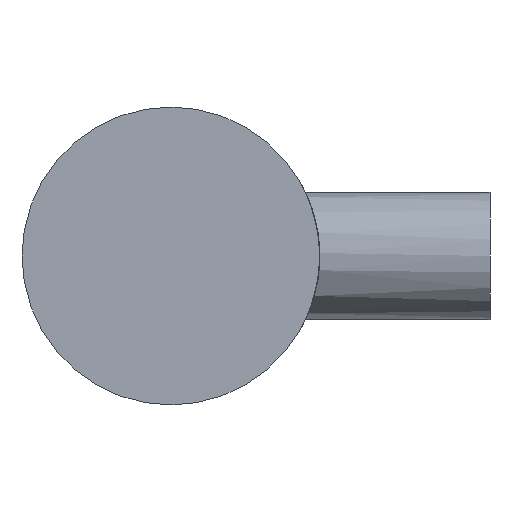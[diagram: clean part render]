
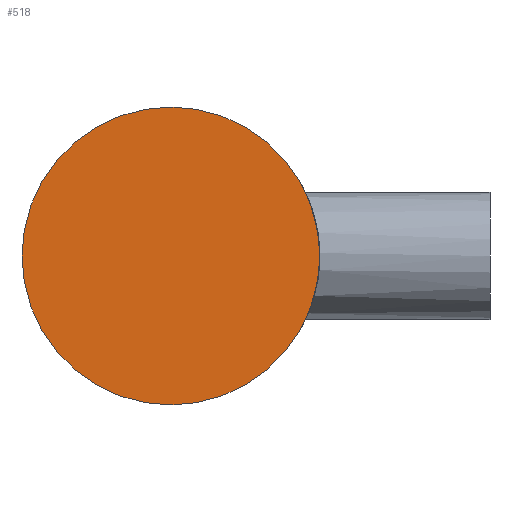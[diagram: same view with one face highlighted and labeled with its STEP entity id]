
A CAD part, left-side view. The second image highlights one B-rep face of the part: STEP entity #518.
In plain terms, the highlighted planar face has unit normal (-1, 0, 0).
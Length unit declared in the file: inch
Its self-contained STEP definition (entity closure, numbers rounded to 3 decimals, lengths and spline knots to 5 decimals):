
#100 = CIRCLE ( 'NONE', #203, 0.1378 ) ;
#171 = FACE_OUTER_BOUND ( 'NONE', #827, .T. ) ;
#203 = AXIS2_PLACEMENT_3D ( 'NONE', #571, #570, #569 ) ;
#213 = EDGE_CURVE ( 'NONE', #937, #1011, #894, .T. ) ;
#233 = CARTESIAN_POINT ( 'NONE',  ( -39.18504, -0.1378, 0. ) ) ;
#261 = PLANE ( 'NONE',  #549 ) ;
#390 = DIRECTION ( 'NONE',  ( 0., 0., -1. ) ) ;
#404 = DIRECTION ( 'NONE',  ( -1., 0., 0. ) ) ;
#447 = ORIENTED_EDGE ( 'NONE', *, *, #1010, .F. ) ;
#518 = ADVANCED_FACE ( 'NONE', ( #171 ), #261, .T. ) ;
#549 = AXIS2_PLACEMENT_3D ( 'NONE', #233, #404, #390 ) ;
#569 = DIRECTION ( 'NONE',  ( 0., 0., 1. ) ) ;
#570 = DIRECTION ( 'NONE',  ( 1., 0., 0. ) ) ;
#571 = CARTESIAN_POINT ( 'NONE',  ( -39.18504, 0., 0. ) ) ;
#593 = CARTESIAN_POINT ( 'NONE',  ( -39.18504, 0., -0.1378 ) ) ;
#610 = ORIENTED_EDGE ( 'NONE', *, *, #213, .F. ) ;
#814 = CARTESIAN_POINT ( 'NONE',  ( -39.18504, 0., 0.1378 ) ) ;
#827 = EDGE_LOOP ( 'NONE', ( #610, #447 ) ) ;
#857 = AXIS2_PLACEMENT_3D ( 'NONE', #1024, #1019, #1000 ) ;
#894 = CIRCLE ( 'NONE', #857, 0.1378 ) ;
#937 = VERTEX_POINT ( 'NONE', #814 ) ;
#1000 = DIRECTION ( 'NONE',  ( 0., 0., 1. ) ) ;
#1010 = EDGE_CURVE ( 'NONE', #1011, #937, #100, .T. ) ;
#1011 = VERTEX_POINT ( 'NONE', #593 ) ;
#1019 = DIRECTION ( 'NONE',  ( 1., 0., 0. ) ) ;
#1024 = CARTESIAN_POINT ( 'NONE',  ( -39.18504, 0., 0. ) ) ;
